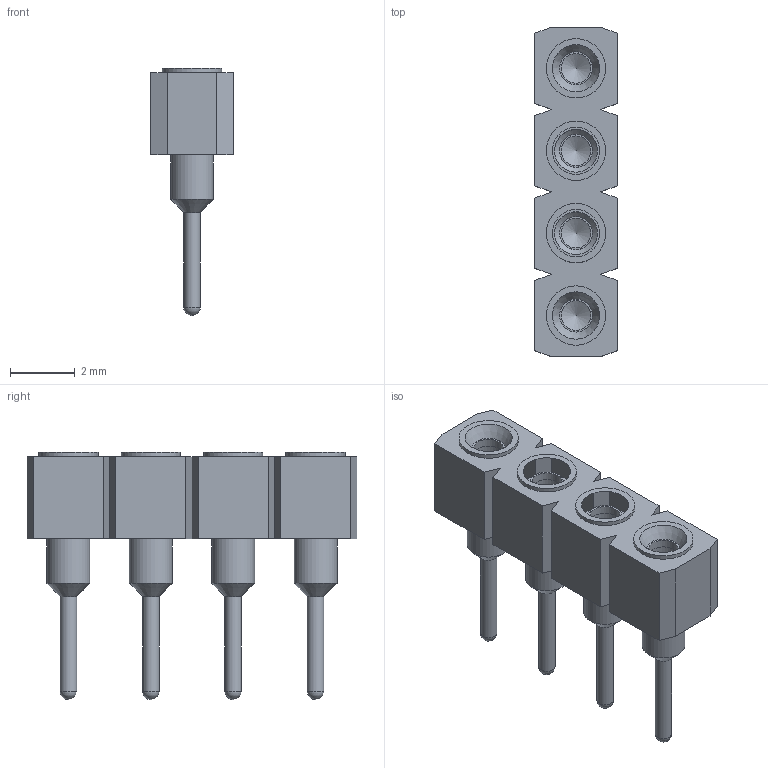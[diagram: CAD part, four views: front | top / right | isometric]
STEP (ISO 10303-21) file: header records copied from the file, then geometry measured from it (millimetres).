
FILE_DESCRIPTION(('FreeCAD Model'),'2;1');
FILE_NAME('_SC-1P1_pins003_sp.step', '2019-02-19T12:37:34',('kicad StepUp'),('ksu MCAD'), 'Open CASCADE STEP processor 7.2','FreeCAD','Unknown');
FILE_SCHEMA(('AUTOMOTIVE_DESIGN { 1 0 10303 214 1 1 1 1 }'));
Length unit declared in the file: millimetre
Products named in the file (1): _SC-1P1_pins003_sp
Bounding box: 2.54 x 10.16 x 7.62 mm (x, y, z)
Volume: 62.3 mm3; surface area: 234.5 mm2
Topology: 1 solids, 5 shells, 92 faces, 218 edges, 148 vertices
Faces by surface type: plane 48, cylinder 28, cone 12, sphere 4
Full cylindrical faces by diameter (mm): 0.508 x4, 0.914 x4, 1.016 x4, 1.321 x8, 1.829 x8
Entity records: 3291 total; most frequent: CARTESIAN_POINT 511, DIRECTION 440, ORIENTED_EDGE 420, EDGE_CURVE 210, AXIS2_PLACEMENT_3D 181, VERTEX_POINT 148, FACE_BOUND 120, EDGE_LOOP 120
